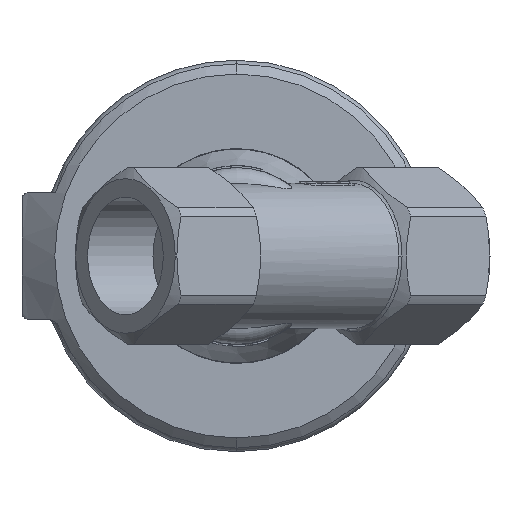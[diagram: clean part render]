
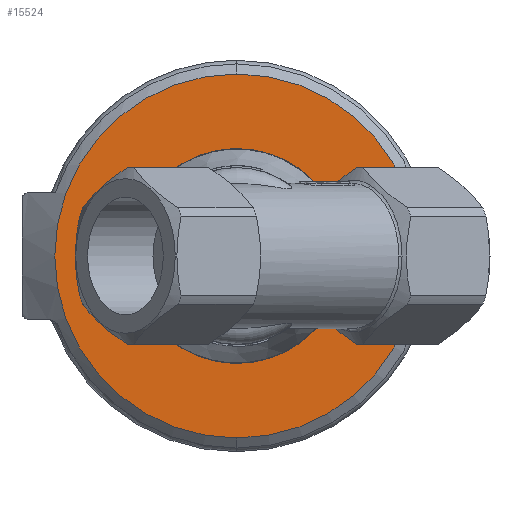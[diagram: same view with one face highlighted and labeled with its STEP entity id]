
A CAD part, front view. The second image highlights one B-rep face of the part: STEP entity #15524.
In plain terms, the highlighted planar face has unit normal (0, -1, 0).
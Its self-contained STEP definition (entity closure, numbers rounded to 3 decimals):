
#118 = VERTEX_POINT ( 'NONE', #8065 ) ;
#1122 = DIRECTION ( 'NONE',  ( 0., -1., 0. ) ) ;
#1304 = EDGE_CURVE ( 'NONE', #6652, #22112, #18743, .T. ) ;
#2708 = FACE_OUTER_BOUND ( 'NONE', #12719, .T. ) ;
#2829 = DIRECTION ( 'NONE',  ( 0., 0., -1. ) ) ;
#3179 = ORIENTED_EDGE ( 'NONE', *, *, #8156, .T. ) ;
#3209 = DIRECTION ( 'NONE',  ( 0., 0., -1. ) ) ;
#3338 = ORIENTED_EDGE ( 'NONE', *, *, #6307, .T. ) ;
#3483 = EDGE_CURVE ( 'NONE', #22112, #6652, #8305, .T. ) ;
#4872 = CARTESIAN_POINT ( 'NONE',  ( -20.813, -26.037, -12. ) ) ;
#5006 = CIRCLE ( 'NONE', #21720, 28.813 ) ;
#5142 = DIRECTION ( 'NONE',  ( 0., -1., 0. ) ) ;
#5524 = DIRECTION ( 'NONE',  ( 0., -1., 0. ) ) ;
#5747 = CARTESIAN_POINT ( 'NONE',  ( -20.813, -26.037, 1.5 ) ) ;
#6307 = EDGE_CURVE ( 'NONE', #13857, #118, #5006, .T. ) ;
#6652 = VERTEX_POINT ( 'NONE', #7246 ) ;
#7246 = CARTESIAN_POINT ( 'NONE',  ( -20.813, -26.037, 15. ) ) ;
#7474 = CARTESIAN_POINT ( 'NONE',  ( -20.813, -26.037, 1.5 ) ) ;
#7877 = CARTESIAN_POINT ( 'NONE',  ( -20.813, -26.037, 17. ) ) ;
#7945 = EDGE_LOOP ( 'NONE', ( #10241, #20362 ) ) ;
#8065 = CARTESIAN_POINT ( 'NONE',  ( -20.813, -26.037, -27.313 ) ) ;
#8156 = EDGE_CURVE ( 'NONE', #118, #13857, #15661, .T. ) ;
#8305 = CIRCLE ( 'NONE', #9998, 13.5 ) ;
#9180 = DIRECTION ( 'NONE',  ( 0., 0., -1. ) ) ;
#9440 = AXIS2_PLACEMENT_3D ( 'NONE', #7877, #5524, #3209 ) ;
#9998 = AXIS2_PLACEMENT_3D ( 'NONE', #18179, #15824, #13479 ) ;
#10207 = PLANE ( 'NONE',  #9440 ) ;
#10241 = ORIENTED_EDGE ( 'NONE', *, *, #3483, .F. ) ;
#11465 = CARTESIAN_POINT ( 'NONE',  ( -20.813, -26.037, 30.313 ) ) ;
#11536 = DIRECTION ( 'NONE',  ( 0., -1., 0. ) ) ;
#12719 = EDGE_LOOP ( 'NONE', ( #3338, #3179 ) ) ;
#13479 = DIRECTION ( 'NONE',  ( 0., 0., -1. ) ) ;
#13857 = VERTEX_POINT ( 'NONE', #11465 ) ;
#13863 = CARTESIAN_POINT ( 'NONE',  ( -20.813, -26.037, 1.5 ) ) ;
#13865 = FACE_BOUND ( 'NONE', #7945, .T. ) ;
#14022 = AXIS2_PLACEMENT_3D ( 'NONE', #7474, #5142, #2829 ) ;
#15524 = ADVANCED_FACE ( 'NONE', ( #2708, #13865 ), #10207, .T. ) ;
#15661 = CIRCLE ( 'NONE', #22354, 28.813 ) ;
#15824 = DIRECTION ( 'NONE',  ( 0., -1., 0. ) ) ;
#18179 = CARTESIAN_POINT ( 'NONE',  ( -20.813, -26.037, 1.5 ) ) ;
#18743 = CIRCLE ( 'NONE', #14022, 13.5 ) ;
#20362 = ORIENTED_EDGE ( 'NONE', *, *, #1304, .F. ) ;
#21538 = DIRECTION ( 'NONE',  ( 0., 0., -1. ) ) ;
#21720 = AXIS2_PLACEMENT_3D ( 'NONE', #13863, #11536, #9180 ) ;
#22112 = VERTEX_POINT ( 'NONE', #4872 ) ;
#22354 = AXIS2_PLACEMENT_3D ( 'NONE', #5747, #1122, #21538 ) ;
